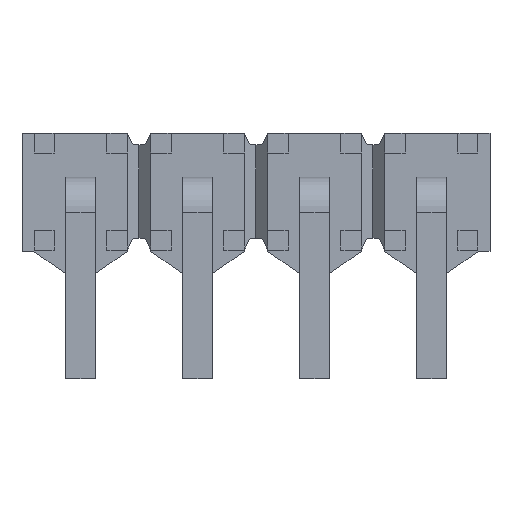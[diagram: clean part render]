
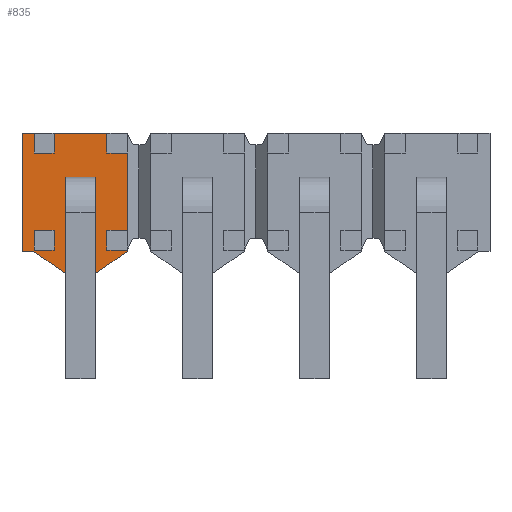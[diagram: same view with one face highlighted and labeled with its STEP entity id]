
A CAD part, front view. The second image highlights one B-rep face of the part: STEP entity #835.
In plain terms, the highlighted planar face has unit normal (0, -1, 0).
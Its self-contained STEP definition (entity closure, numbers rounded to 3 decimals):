
#86 = VERTEX_POINT('',#87);
#87 = CARTESIAN_POINT('',(4.138,0.508,1.524));
#102 = VERTEX_POINT('',#103);
#103 = CARTESIAN_POINT('',(3.482,0.508,1.524));
#109 = EDGE_CURVE('',#86,#102,#110,.T.);
#110 = LINE('',#111,#112);
#111 = CARTESIAN_POINT('',(-5.08,0.508,1.524));
#112 = VECTOR('',#113,1.);
#113 = DIRECTION('',(-1.,0.,0.));
#363 = EDGE_CURVE('',#364,#366,#368,.T.);
#364 = VERTEX_POINT('',#365);
#365 = CARTESIAN_POINT('',(2.794,0.508,1.016));
#366 = VERTEX_POINT('',#367);
#367 = CARTESIAN_POINT('',(2.794,0.508,1.041));
#368 = LINE('',#369,#370);
#369 = CARTESIAN_POINT('',(2.794,0.508,10.16));
#370 = VECTOR('',#371,1.);
#371 = DIRECTION('',(0.,0.,1.));
#486 = VERTEX_POINT('',#487);
#487 = CARTESIAN_POINT('',(5.08,0.508,1.041));
#493 = EDGE_CURVE('',#494,#486,#496,.T.);
#494 = VERTEX_POINT('',#495);
#495 = CARTESIAN_POINT('',(5.08,0.508,-1.524));
#496 = LINE('',#497,#498);
#497 = CARTESIAN_POINT('',(5.08,0.508,1.524));
#498 = VECTOR('',#499,1.);
#499 = DIRECTION('',(0.,0.,1.));
#835 = ADVANCED_FACE('',(#836,#870,#904),#1015,.T.);
#836 = FACE_BOUND('',#837,.T.);
#837 = EDGE_LOOP('',(#838,#848,#856,#864));
#838 = ORIENTED_EDGE('',*,*,#839,.F.);
#839 = EDGE_CURVE('',#840,#842,#844,.T.);
#840 = VERTEX_POINT('',#841);
#841 = CARTESIAN_POINT('',(4.816,0.508,1.016));
#842 = VERTEX_POINT('',#843);
#843 = CARTESIAN_POINT('',(4.384,0.508,1.016));
#844 = LINE('',#845,#846);
#845 = CARTESIAN_POINT('',(10.16,0.508,1.016));
#846 = VECTOR('',#847,1.);
#847 = DIRECTION('',(-1.,0.,0.));
#848 = ORIENTED_EDGE('',*,*,#849,.T.);
#849 = EDGE_CURVE('',#840,#850,#852,.T.);
#850 = VERTEX_POINT('',#851);
#851 = CARTESIAN_POINT('',(4.816,0.508,0.584));
#852 = LINE('',#853,#854);
#853 = CARTESIAN_POINT('',(4.816,0.508,3.048));
#854 = VECTOR('',#855,1.);
#855 = DIRECTION('',(0.,0.,-1.));
#856 = ORIENTED_EDGE('',*,*,#857,.T.);
#857 = EDGE_CURVE('',#850,#858,#860,.T.);
#858 = VERTEX_POINT('',#859);
#859 = CARTESIAN_POINT('',(4.384,0.508,0.584));
#860 = LINE('',#861,#862);
#861 = CARTESIAN_POINT('',(10.16,0.508,0.584));
#862 = VECTOR('',#863,1.);
#863 = DIRECTION('',(-1.,0.,0.));
#864 = ORIENTED_EDGE('',*,*,#865,.F.);
#865 = EDGE_CURVE('',#842,#858,#866,.T.);
#866 = LINE('',#867,#868);
#867 = CARTESIAN_POINT('',(4.384,0.508,3.048));
#868 = VECTOR('',#869,1.);
#869 = DIRECTION('',(0.,0.,-1.));
#870 = FACE_BOUND('',#871,.T.);
#871 = EDGE_LOOP('',(#872,#882,#890,#898));
#872 = ORIENTED_EDGE('',*,*,#873,.F.);
#873 = EDGE_CURVE('',#874,#876,#878,.T.);
#874 = VERTEX_POINT('',#875);
#875 = CARTESIAN_POINT('',(3.493,0.508,0.064));
#876 = VERTEX_POINT('',#877);
#877 = CARTESIAN_POINT('',(3.493,0.508,-0.572));
#878 = LINE('',#879,#880);
#879 = CARTESIAN_POINT('',(3.493,0.508,-0.572));
#880 = VECTOR('',#881,1.);
#881 = DIRECTION('',(0.,0.,-1.));
#882 = ORIENTED_EDGE('',*,*,#883,.F.);
#883 = EDGE_CURVE('',#884,#874,#886,.T.);
#884 = VERTEX_POINT('',#885);
#885 = CARTESIAN_POINT('',(4.128,0.508,0.064));
#886 = LINE('',#887,#888);
#887 = CARTESIAN_POINT('',(3.493,0.508,0.064));
#888 = VECTOR('',#889,1.);
#889 = DIRECTION('',(-1.,0.,0.));
#890 = ORIENTED_EDGE('',*,*,#891,.F.);
#891 = EDGE_CURVE('',#892,#884,#894,.T.);
#892 = VERTEX_POINT('',#893);
#893 = CARTESIAN_POINT('',(4.128,0.508,-0.572));
#894 = LINE('',#895,#896);
#895 = CARTESIAN_POINT('',(4.128,0.508,0.064));
#896 = VECTOR('',#897,1.);
#897 = DIRECTION('',(0.,0.,1.));
#898 = ORIENTED_EDGE('',*,*,#899,.F.);
#899 = EDGE_CURVE('',#876,#892,#900,.T.);
#900 = LINE('',#901,#902);
#901 = CARTESIAN_POINT('',(4.128,0.508,-0.572));
#902 = VECTOR('',#903,1.);
#903 = DIRECTION('',(1.,0.,0.));
#904 = FACE_BOUND('',#905,.T.);
#905 = EDGE_LOOP('',(#906,#907,#915,#921,#922,#928,#929,#937,#945,#953,
    #961,#969,#977,#985,#993,#1001,#1009));
#906 = ORIENTED_EDGE('',*,*,#493,.T.);
#907 = ORIENTED_EDGE('',*,*,#908,.T.);
#908 = EDGE_CURVE('',#486,#909,#911,.T.);
#909 = VERTEX_POINT('',#910);
#910 = CARTESIAN_POINT('',(4.826,0.508,1.041));
#911 = LINE('',#912,#913);
#912 = CARTESIAN_POINT('',(5.964,0.508,1.041));
#913 = VECTOR('',#914,1.);
#914 = DIRECTION('',(-1.,0.,0.));
#915 = ORIENTED_EDGE('',*,*,#916,.T.);
#916 = EDGE_CURVE('',#909,#86,#917,.T.);
#917 = LINE('',#918,#919);
#918 = CARTESIAN_POINT('',(4.646,0.508,1.168));
#919 = VECTOR('',#920,1.);
#920 = DIRECTION('',(-0.819,0.,0.574));
#921 = ORIENTED_EDGE('',*,*,#109,.T.);
#922 = ORIENTED_EDGE('',*,*,#923,.T.);
#923 = EDGE_CURVE('',#102,#366,#924,.T.);
#924 = LINE('',#925,#926);
#925 = CARTESIAN_POINT('',(5.862,0.508,3.193));
#926 = VECTOR('',#927,1.);
#927 = DIRECTION('',(-0.819,0.,-0.574));
#928 = ORIENTED_EDGE('',*,*,#363,.F.);
#929 = ORIENTED_EDGE('',*,*,#930,.F.);
#930 = EDGE_CURVE('',#931,#364,#933,.T.);
#931 = VERTEX_POINT('',#932);
#932 = CARTESIAN_POINT('',(3.236,0.508,1.016));
#933 = LINE('',#934,#935);
#934 = CARTESIAN_POINT('',(10.16,0.508,1.016));
#935 = VECTOR('',#936,1.);
#936 = DIRECTION('',(-1.,0.,0.));
#937 = ORIENTED_EDGE('',*,*,#938,.T.);
#938 = EDGE_CURVE('',#931,#939,#941,.T.);
#939 = VERTEX_POINT('',#940);
#940 = CARTESIAN_POINT('',(3.236,0.508,0.584));
#941 = LINE('',#942,#943);
#942 = CARTESIAN_POINT('',(3.236,0.508,3.048));
#943 = VECTOR('',#944,1.);
#944 = DIRECTION('',(0.,0.,-1.));
#945 = ORIENTED_EDGE('',*,*,#946,.T.);
#946 = EDGE_CURVE('',#939,#947,#949,.T.);
#947 = VERTEX_POINT('',#948);
#948 = CARTESIAN_POINT('',(2.794,0.508,0.584));
#949 = LINE('',#950,#951);
#950 = CARTESIAN_POINT('',(10.16,0.508,0.584));
#951 = VECTOR('',#952,1.);
#952 = DIRECTION('',(-1.,0.,0.));
#953 = ORIENTED_EDGE('',*,*,#954,.F.);
#954 = EDGE_CURVE('',#955,#947,#957,.T.);
#955 = VERTEX_POINT('',#956);
#956 = CARTESIAN_POINT('',(2.794,0.508,-1.092));
#957 = LINE('',#958,#959);
#958 = CARTESIAN_POINT('',(2.794,0.508,10.16));
#959 = VECTOR('',#960,1.);
#960 = DIRECTION('',(0.,0.,1.));
#961 = ORIENTED_EDGE('',*,*,#962,.F.);
#962 = EDGE_CURVE('',#963,#955,#965,.T.);
#963 = VERTEX_POINT('',#964);
#964 = CARTESIAN_POINT('',(3.236,0.508,-1.092));
#965 = LINE('',#966,#967);
#966 = CARTESIAN_POINT('',(10.16,0.508,-1.092));
#967 = VECTOR('',#968,1.);
#968 = DIRECTION('',(-1.,0.,0.));
#969 = ORIENTED_EDGE('',*,*,#970,.T.);
#970 = EDGE_CURVE('',#963,#971,#973,.T.);
#971 = VERTEX_POINT('',#972);
#972 = CARTESIAN_POINT('',(3.236,0.508,-1.524));
#973 = LINE('',#974,#975);
#974 = CARTESIAN_POINT('',(3.236,0.508,3.048));
#975 = VECTOR('',#976,1.);
#976 = DIRECTION('',(0.,0.,-1.));
#977 = ORIENTED_EDGE('',*,*,#978,.T.);
#978 = EDGE_CURVE('',#971,#979,#981,.T.);
#979 = VERTEX_POINT('',#980);
#980 = CARTESIAN_POINT('',(4.384,0.508,-1.524));
#981 = LINE('',#982,#983);
#982 = CARTESIAN_POINT('',(5.08,0.508,-1.524));
#983 = VECTOR('',#984,1.);
#984 = DIRECTION('',(1.,0.,0.));
#985 = ORIENTED_EDGE('',*,*,#986,.F.);
#986 = EDGE_CURVE('',#987,#979,#989,.T.);
#987 = VERTEX_POINT('',#988);
#988 = CARTESIAN_POINT('',(4.384,0.508,-1.092));
#989 = LINE('',#990,#991);
#990 = CARTESIAN_POINT('',(4.384,0.508,3.048));
#991 = VECTOR('',#992,1.);
#992 = DIRECTION('',(0.,0.,-1.));
#993 = ORIENTED_EDGE('',*,*,#994,.F.);
#994 = EDGE_CURVE('',#995,#987,#997,.T.);
#995 = VERTEX_POINT('',#996);
#996 = CARTESIAN_POINT('',(4.816,0.508,-1.092));
#997 = LINE('',#998,#999);
#998 = CARTESIAN_POINT('',(10.16,0.508,-1.092));
#999 = VECTOR('',#1000,1.);
#1000 = DIRECTION('',(-1.,0.,0.));
#1001 = ORIENTED_EDGE('',*,*,#1002,.T.);
#1002 = EDGE_CURVE('',#995,#1003,#1005,.T.);
#1003 = VERTEX_POINT('',#1004);
#1004 = CARTESIAN_POINT('',(4.816,0.508,-1.524));
#1005 = LINE('',#1006,#1007);
#1006 = CARTESIAN_POINT('',(4.816,0.508,3.048));
#1007 = VECTOR('',#1008,1.);
#1008 = DIRECTION('',(0.,0.,-1.));
#1009 = ORIENTED_EDGE('',*,*,#1010,.T.);
#1010 = EDGE_CURVE('',#1003,#494,#1011,.T.);
#1011 = LINE('',#1012,#1013);
#1012 = CARTESIAN_POINT('',(5.08,0.508,-1.524));
#1013 = VECTOR('',#1014,1.);
#1014 = DIRECTION('',(1.,0.,0.));
#1015 = PLANE('',#1016);
#1016 = AXIS2_PLACEMENT_3D('',#1017,#1018,#1019);
#1017 = CARTESIAN_POINT('',(5.964,0.508,3.048));
#1018 = DIRECTION('',(0.,-1.,0.));
#1019 = DIRECTION('',(0.,0.,-1.));
